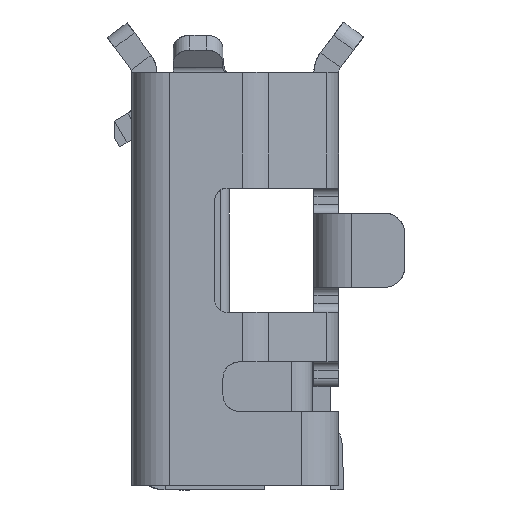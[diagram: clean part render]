
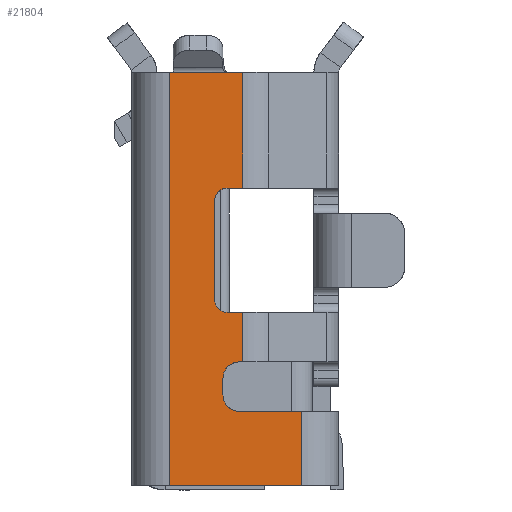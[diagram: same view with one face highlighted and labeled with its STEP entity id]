
A CAD part, left-side view. The second image highlights one B-rep face of the part: STEP entity #21804.
In plain terms, the highlighted planar face has unit normal (-1, 0, 0).
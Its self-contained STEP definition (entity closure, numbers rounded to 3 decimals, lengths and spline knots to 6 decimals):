
#1850=LINE('',#46636,#4325);
#1851=LINE('',#46639,#4326);
#1852=LINE('',#46641,#4327);
#1853=LINE('',#46643,#4328);
#1854=LINE('',#46645,#4329);
#1855=LINE('',#46647,#4330);
#1856=LINE('',#46649,#4331);
#1857=LINE('',#46651,#4332);
#1858=LINE('',#46653,#4333);
#1859=LINE('',#46655,#4334);
#1860=LINE('',#46662,#4335);
#1861=LINE('',#46669,#4336);
#1862=LINE('',#46671,#4337);
#1863=LINE('',#46673,#4338);
#1864=LINE('',#46680,#4339);
#4325=VECTOR('',#35755,1.);
#4326=VECTOR('',#35756,1.);
#4327=VECTOR('',#35757,1.);
#4328=VECTOR('',#35758,1.);
#4329=VECTOR('',#35759,1.);
#4330=VECTOR('',#35760,1.);
#4331=VECTOR('',#35761,1.);
#4332=VECTOR('',#35762,1.);
#4333=VECTOR('',#35763,1.);
#4334=VECTOR('',#35764,1.);
#4335=VECTOR('',#35765,1.);
#4336=VECTOR('',#35766,1.);
#4337=VECTOR('',#35767,1.);
#4338=VECTOR('',#35768,1.);
#4339=VECTOR('',#35769,1.);
#5721=PLANE('',#31462);
#9570=ORIENTED_EDGE('',*,*,#13348,.F.);
#9571=ORIENTED_EDGE('',*,*,#13349,.T.);
#9572=ORIENTED_EDGE('',*,*,#13350,.T.);
#9573=ORIENTED_EDGE('',*,*,#13351,.T.);
#9574=ORIENTED_EDGE('',*,*,#13352,.T.);
#9575=ORIENTED_EDGE('',*,*,#13353,.T.);
#9576=ORIENTED_EDGE('',*,*,#13354,.T.);
#9577=ORIENTED_EDGE('',*,*,#13355,.T.);
#9578=ORIENTED_EDGE('',*,*,#13356,.T.);
#9579=ORIENTED_EDGE('',*,*,#13357,.T.);
#9580=ORIENTED_EDGE('',*,*,#13358,.T.);
#9581=ORIENTED_EDGE('',*,*,#13359,.F.);
#9582=ORIENTED_EDGE('',*,*,#13360,.T.);
#9583=ORIENTED_EDGE('',*,*,#13361,.F.);
#9584=ORIENTED_EDGE('',*,*,#13362,.T.);
#9585=ORIENTED_EDGE('',*,*,#13363,.T.);
#9586=ORIENTED_EDGE('',*,*,#13364,.F.);
#9587=ORIENTED_EDGE('',*,*,#13365,.T.);
#9588=ORIENTED_EDGE('',*,*,#13366,.F.);
#13348=EDGE_CURVE('',#17126,#17127,#1850,.F.);
#13349=EDGE_CURVE('',#17126,#17128,#1851,.T.);
#13350=EDGE_CURVE('',#17128,#17129,#1852,.T.);
#13351=EDGE_CURVE('',#17129,#17130,#1853,.T.);
#13352=EDGE_CURVE('',#17130,#17131,#1854,.T.);
#13353=EDGE_CURVE('',#17131,#17132,#1855,.T.);
#13354=EDGE_CURVE('',#17132,#17133,#1856,.T.);
#13355=EDGE_CURVE('',#17133,#17134,#1857,.T.);
#13356=EDGE_CURVE('',#17134,#17135,#1858,.T.);
#13357=EDGE_CURVE('',#17135,#17136,#1859,.T.);
#13358=EDGE_CURVE('',#17136,#17137,#19349,.T.);
#13359=EDGE_CURVE('',#17138,#17137,#1860,.F.);
#13360=EDGE_CURVE('',#17138,#17139,#19350,.T.);
#13361=EDGE_CURVE('',#17140,#17139,#1861,.F.);
#13362=EDGE_CURVE('',#17140,#17141,#1862,.T.);
#13363=EDGE_CURVE('',#17141,#17142,#1863,.T.);
#13364=EDGE_CURVE('',#17143,#17142,#19351,.F.);
#13365=EDGE_CURVE('',#17143,#17144,#1864,.T.);
#13366=EDGE_CURVE('',#17127,#17144,#19352,.F.);
#17126=VERTEX_POINT('',#46637);
#17127=VERTEX_POINT('',#46638);
#17128=VERTEX_POINT('',#46640);
#17129=VERTEX_POINT('',#46642);
#17130=VERTEX_POINT('',#46644);
#17131=VERTEX_POINT('',#46646);
#17132=VERTEX_POINT('',#46648);
#17133=VERTEX_POINT('',#46650);
#17134=VERTEX_POINT('',#46652);
#17135=VERTEX_POINT('',#46654);
#17136=VERTEX_POINT('',#46656);
#17137=VERTEX_POINT('',#46661);
#17138=VERTEX_POINT('',#46663);
#17139=VERTEX_POINT('',#46668);
#17140=VERTEX_POINT('',#46670);
#17141=VERTEX_POINT('',#46672);
#17142=VERTEX_POINT('',#46674);
#17143=VERTEX_POINT('',#46679);
#17144=VERTEX_POINT('',#46681);
#19349=B_SPLINE_CURVE_WITH_KNOTS('',3,(#46657,#46658,#46659,#46660),
 .UNSPECIFIED.,.F.,.F.,(4,4),(0.,1.),.UNSPECIFIED.);
#19350=B_SPLINE_CURVE_WITH_KNOTS('',3,(#46664,#46665,#46666,#46667),
 .UNSPECIFIED.,.F.,.F.,(4,4),(0.,1.),.UNSPECIFIED.);
#19351=B_SPLINE_CURVE_WITH_KNOTS('',3,(#46675,#46676,#46677,#46678),
 .UNSPECIFIED.,.F.,.F.,(4,4),(0.,1.),.UNSPECIFIED.);
#19352=B_SPLINE_CURVE_WITH_KNOTS('',3,(#46682,#46683,#46684,#46685),
 .UNSPECIFIED.,.F.,.F.,(4,4),(0.,1.),.UNSPECIFIED.);
#20046=EDGE_LOOP('',(#9570,#9571,#9572,#9573,#9574,#9575,#9576,#9577,#9578,
#9579,#9580,#9581,#9582,#9583,#9584,#9585,#9586,#9587,#9588));
#20812=FACE_BOUND('',#20046,.T.);
#21804=ADVANCED_FACE('',(#20812),#5721,.F.);
#31462=AXIS2_PLACEMENT_3D('',#46635,#35753,#35754);
#35753=DIRECTION('',(1.,0.,0.));
#35754=DIRECTION('',(0.,1.,0.));
#35755=DIRECTION('',(0.,-1.,0.));
#35756=DIRECTION('',(0.,0.,1.));
#35757=DIRECTION('',(0.,1.,0.));
#35758=DIRECTION('',(0.,1.,0.));
#35759=DIRECTION('',(0.,1.,0.));
#35760=DIRECTION('',(0.,1.,0.));
#35761=DIRECTION('',(0.,0.,-1.));
#35762=DIRECTION('',(0.,-1.,0.));
#35763=DIRECTION('',(0.,0.,1.));
#35764=DIRECTION('',(0.,1.,0.));
#35765=DIRECTION('',(0.,0.,1.));
#35766=DIRECTION('',(0.,-1.,0.));
#35767=DIRECTION('',(0.,0.,1.));
#35768=DIRECTION('',(0.,1.,0.));
#35769=DIRECTION('',(0.,0.,1.));
#46635=CARTESIAN_POINT('',(-0.00375,0.000793,0.0002));
#46636=CARTESIAN_POINT('',(-0.00375,0.001625,0.0039));
#46637=CARTESIAN_POINT('',(-0.00375,0.001535,0.0039));
#46638=CARTESIAN_POINT('',(-0.00375,0.001725,0.0039));
#46639=CARTESIAN_POINT('',(-0.00375,0.001535,0.0028));
#46640=CARTESIAN_POINT('',(-0.00375,0.001535,0.0053));
#46641=CARTESIAN_POINT('',(-0.00375,0.001625,0.0053));
#46642=CARTESIAN_POINT('',(-0.00375,0.001725,0.0053));
#46643=CARTESIAN_POINT('',(-0.00375,0.001625,0.0053));
#46644=CARTESIAN_POINT('',(-0.00375,0.001775,0.0053));
#46645=CARTESIAN_POINT('',(-0.00375,0.001625,0.0053));
#46646=CARTESIAN_POINT('',(-0.00375,0.002375,0.0053));
#46647=CARTESIAN_POINT('',(-0.00375,0.001625,0.0053));
#46648=CARTESIAN_POINT('',(-0.00375,0.002425,0.0053));
#46649=CARTESIAN_POINT('',(-0.00375,0.002425,0.0028));
#46650=CARTESIAN_POINT('',(-0.00375,0.002425,0.0003));
#46651=CARTESIAN_POINT('',(-0.00375,0.001625,0.0003));
#46652=CARTESIAN_POINT('',(-0.00375,0.000825,0.0003));
#46653=CARTESIAN_POINT('',(-0.00375,0.000825,0.0028));
#46654=CARTESIAN_POINT('',(-0.00375,0.000825,0.0012));
#46655=CARTESIAN_POINT('',(-0.00375,0.001625,0.0012));
#46656=CARTESIAN_POINT('',(-0.00375,0.001575,0.0012));
#46657=CARTESIAN_POINT('',(-0.00375,0.001575,0.0012));
#46658=CARTESIAN_POINT('',(-0.00375,0.001685,0.0012));
#46659=CARTESIAN_POINT('',(-0.00375,0.001775,0.001289));
#46660=CARTESIAN_POINT('',(-0.00375,0.001775,0.0014));
#46661=CARTESIAN_POINT('',(-0.00375,0.001775,0.0014));
#46662=CARTESIAN_POINT('',(-0.00375,0.001775,0.0028));
#46663=CARTESIAN_POINT('',(-0.00375,0.001775,0.0016));
#46664=CARTESIAN_POINT('',(-0.00375,0.001775,0.0016));
#46665=CARTESIAN_POINT('',(-0.00375,0.001775,0.00171));
#46666=CARTESIAN_POINT('',(-0.00375,0.001686,0.0018));
#46667=CARTESIAN_POINT('',(-0.00375,0.001575,0.0018));
#46668=CARTESIAN_POINT('',(-0.00375,0.001575,0.0018));
#46669=CARTESIAN_POINT('',(-0.00375,0.001625,0.0018));
#46670=CARTESIAN_POINT('',(-0.00375,0.001535,0.0018));
#46671=CARTESIAN_POINT('',(-0.00375,0.001535,0.0028));
#46672=CARTESIAN_POINT('',(-0.00375,0.001535,0.0024));
#46673=CARTESIAN_POINT('',(-0.00375,0.001625,0.0024));
#46674=CARTESIAN_POINT('',(-0.00375,0.001725,0.0024));
#46675=CARTESIAN_POINT('',(-0.00375,0.001725,0.0024));
#46676=CARTESIAN_POINT('',(-0.00375,0.001807,0.0024));
#46677=CARTESIAN_POINT('',(-0.00375,0.001875,0.002467));
#46678=CARTESIAN_POINT('',(-0.00375,0.001875,0.00255));
#46679=CARTESIAN_POINT('',(-0.00375,0.001875,0.00255));
#46680=CARTESIAN_POINT('',(-0.00375,0.001875,0.0028));
#46681=CARTESIAN_POINT('',(-0.00375,0.001875,0.00375));
#46682=CARTESIAN_POINT('',(-0.00375,0.001875,0.00375));
#46683=CARTESIAN_POINT('',(-0.00375,0.001875,0.003832));
#46684=CARTESIAN_POINT('',(-0.00375,0.001808,0.0039));
#46685=CARTESIAN_POINT('',(-0.00375,0.001725,0.0039));
